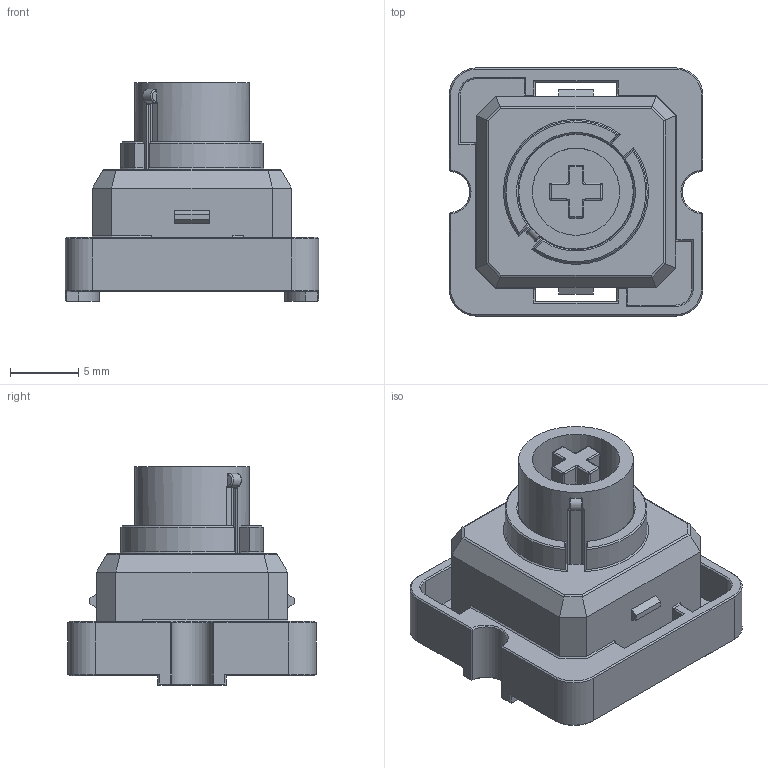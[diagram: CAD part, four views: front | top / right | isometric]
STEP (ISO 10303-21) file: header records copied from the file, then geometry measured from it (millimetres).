
FILE_DESCRIPTION(/* description */ (''),/* implementation_level */ '2;1');
FILE_NAME(/* name */ 'deskeys_1u.step',/* time_stamp */ '2023-09-09T16:35:05-07:00',/* author */ (''),/* organization */ (''),/* preprocessor_version */ 'ST-DEVELOPER v20',/* originating_system */ 'Autodesk Translation Framework v12.9.0.99',/* authorisation */ '');
FILE_SCHEMA (('AUTOMOTIVE_DESIGN { 1 0 10303 214 3 1 1 }'));
Length unit declared in the file: millimetre
Products named in the file (3): deskeys_1u; housing; slider
Assembly tree (2 placements, depth 2):
  deskeys_1u
    housing
    slider
Bounding box: 18.6 x 18.2 x 16.05 mm (x, y, z)
Volume: 1183.5 mm3; surface area: 2576.9 mm2
Topology: 2 solids, 2 shells, 378 faces, 901 edges, 531 vertices
Faces by surface type: plane 197, cylinder 103, torus 38, cone 22, sphere 14, bspline 4
Full cylindrical faces by diameter (mm): 6.4 x1, 8.4 x1, 8.5 x1
Entity records: 10967 total; most frequent: CARTESIAN_POINT 2132, DIRECTION 1878, ORIENTED_EDGE 1802, EDGE_CURVE 901, AXIS2_PLACEMENT_3D 648, LINE 582, VECTOR 582, VERTEX_POINT 531
